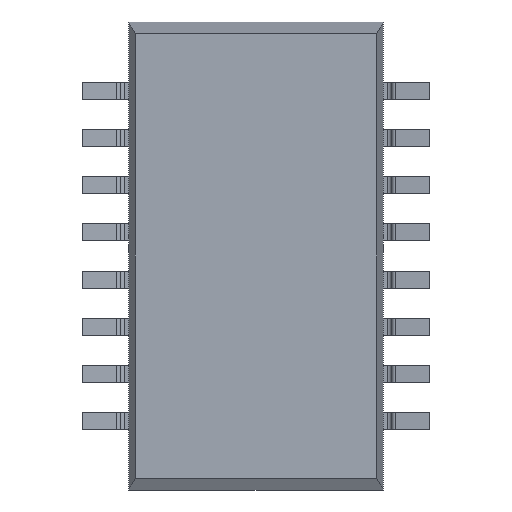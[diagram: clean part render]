
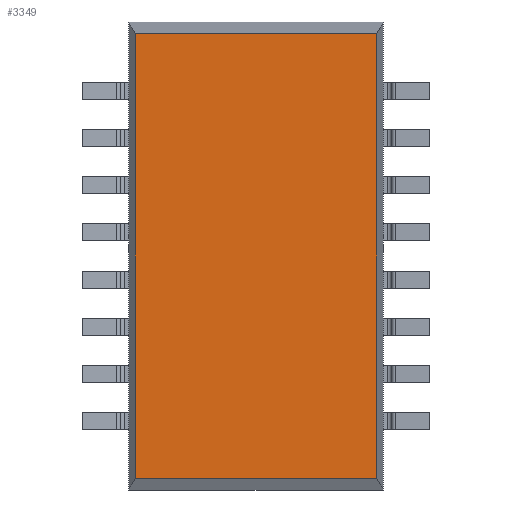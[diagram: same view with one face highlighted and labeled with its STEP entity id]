
A CAD part, front view. The second image highlights one B-rep face of the part: STEP entity #3349.
In plain terms, the highlighted planar face has unit normal (0, -1, 0).
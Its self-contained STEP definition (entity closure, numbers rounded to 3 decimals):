
#5=DIRECTION('',(0.,0.,1.));
#6=VECTOR('',#5,11.953);
#7=CARTESIAN_POINT('',(3.238,-3.025,-5.976));
#8=LINE('',#7,#6);
#17=DIRECTION('',(1.,0.,0.));
#18=VECTOR('',#17,6.477);
#19=CARTESIAN_POINT('',(-3.238,-3.025,-5.976));
#20=LINE('',#19,#18);
#21=DIRECTION('',(0.,0.,1.));
#22=VECTOR('',#21,11.953);
#23=CARTESIAN_POINT('',(-3.238,-3.025,-5.976));
#24=LINE('',#23,#22);
#25=DIRECTION('',(1.,0.,0.));
#26=VECTOR('',#25,6.477);
#27=CARTESIAN_POINT('',(-3.238,-3.025,5.976));
#28=LINE('',#27,#26);
#2521=CARTESIAN_POINT('',(-3.238,-3.025,
-5.976));
#2522=CARTESIAN_POINT('',(3.238,-3.025,
-5.976));
#2523=VERTEX_POINT('',#2521);
#2524=VERTEX_POINT('',#2522);
#2525=CARTESIAN_POINT('',(-3.238,-3.025,
5.976));
#2526=CARTESIAN_POINT('',(3.238,-3.025,5.976));
#2527=VERTEX_POINT('',#2525);
#2528=VERTEX_POINT('',#2526);
#3336=CARTESIAN_POINT('',(-3.238,-3.025,-6.288));
#3337=DIRECTION('',(0.,-1.,0.));
#3338=DIRECTION('',(1.,0.,0.));
#3339=AXIS2_PLACEMENT_3D('',#3336,#3337,#3338);
#3340=PLANE('',#3339);
#3341=ORIENTED_EDGE('',*,*,#3326,.F.);
#3343=ORIENTED_EDGE('',*,*,#3342,.T.);
#3345=ORIENTED_EDGE('',*,*,#3344,.T.);
#3346=ORIENTED_EDGE('',*,*,#3312,.F.);
#3347=EDGE_LOOP('',(#3341,#3343,#3345,#3346));
#3348=FACE_OUTER_BOUND('',#3347,.F.);
#3312=EDGE_CURVE('',#2524,#2528,#8,.T.);
#3326=EDGE_CURVE('',#2523,#2524,#20,.T.);
#3342=EDGE_CURVE('',#2523,#2527,#24,.T.);
#3344=EDGE_CURVE('',#2527,#2528,#28,.T.);
#3349=ADVANCED_FACE('',(#3348),#3340,.T.);
